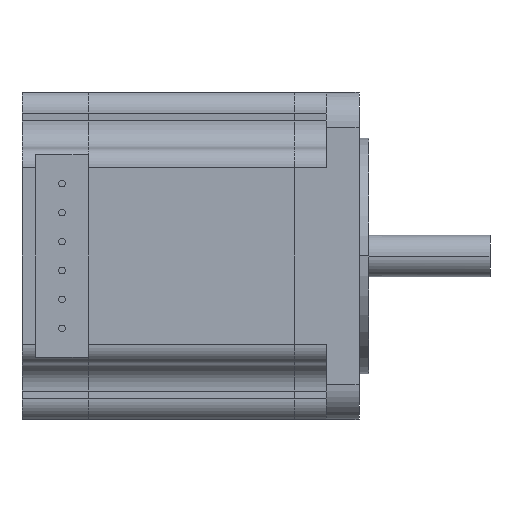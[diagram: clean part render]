
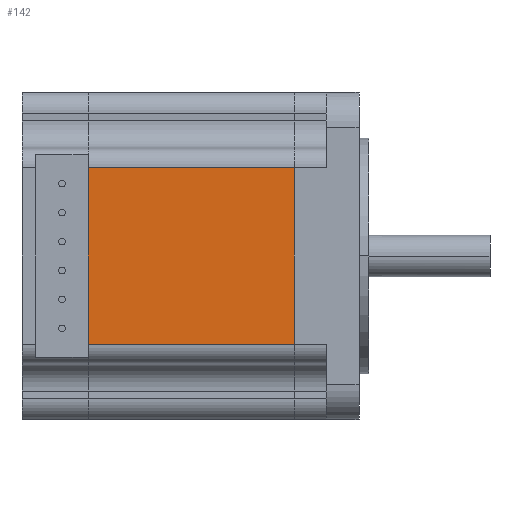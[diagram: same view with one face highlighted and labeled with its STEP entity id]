
A CAD part, front view. The second image highlights one B-rep face of the part: STEP entity #142.
In plain terms, the highlighted planar face has unit normal (0, -1, 0).
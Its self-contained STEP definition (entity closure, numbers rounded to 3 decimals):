
#142 = ADVANCED_FACE( '', ( #393 ), #394, .T. );
#393 = FACE_OUTER_BOUND( '', #761, .T. );
#394 = PLANE( '', #762 );
#761 = EDGE_LOOP( '', ( #1551, #1552, #1553, #1554 ) );
#762 = AXIS2_PLACEMENT_3D( '', #1555, #1556, #1557 );
#1551 = ORIENTED_EDGE( '', *, *, #2643, .T. );
#1552 = ORIENTED_EDGE( '', *, *, #2681, .T. );
#1553 = ORIENTED_EDGE( '', *, *, #2682, .T. );
#1554 = ORIENTED_EDGE( '', *, *, #2683, .F. );
#1555 = CARTESIAN_POINT( '', ( 0., -25., 19.7 ) );
#1556 = DIRECTION( '', ( 0., -1., 0. ) );
#1557 = DIRECTION( '', ( 0., 0., 1. ) );
#2643 = EDGE_CURVE( '', #3246, #3244, #3247, .T. );
#2681 = EDGE_CURVE( '', #3244, #3319, #3320, .T. );
#2682 = EDGE_CURVE( '', #3319, #3321, #3322, .T. );
#2683 = EDGE_CURVE( '', #3246, #3321, #3323, .T. );
#3244 = VERTEX_POINT( '', #4139 );
#3246 = VERTEX_POINT( '', #4141 );
#3247 = LINE( '', #4142, #4143 );
#3319 = VERTEX_POINT( '', #4234 );
#3320 = LINE( '', #4235, #4236 );
#3321 = VERTEX_POINT( '', #4237 );
#3322 = LINE( '', #4238, #4239 );
#3323 = LINE( '', #4240, #4241 );
#4139 = CARTESIAN_POINT( '', ( -41.39, -25., -13.5 ) );
#4141 = CARTESIAN_POINT( '', ( -41.39, -25., 13.5 ) );
#4142 = CARTESIAN_POINT( '', ( -41.39, -25., 9.85 ) );
#4143 = VECTOR( '', #5173, 1. );
#4234 = CARTESIAN_POINT( '', ( -9.9, -25., -13.5 ) );
#4235 = CARTESIAN_POINT( '', ( -28.25, -25., -13.5 ) );
#4236 = VECTOR( '', #5247, 1. );
#4237 = CARTESIAN_POINT( '', ( -9.9, -25., 13.5 ) );
#4238 = CARTESIAN_POINT( '', ( -9.9, -25., 9.85 ) );
#4239 = VECTOR( '', #5248, 1. );
#4240 = CARTESIAN_POINT( '', ( -28.25, -25., 13.5 ) );
#4241 = VECTOR( '', #5249, 1. );
#5173 = DIRECTION( '', ( 0., 0., -1. ) );
#5247 = DIRECTION( '', ( 1., 0., 0. ) );
#5248 = DIRECTION( '', ( 0., 0., 1. ) );
#5249 = DIRECTION( '', ( 1., 0., 0. ) );
